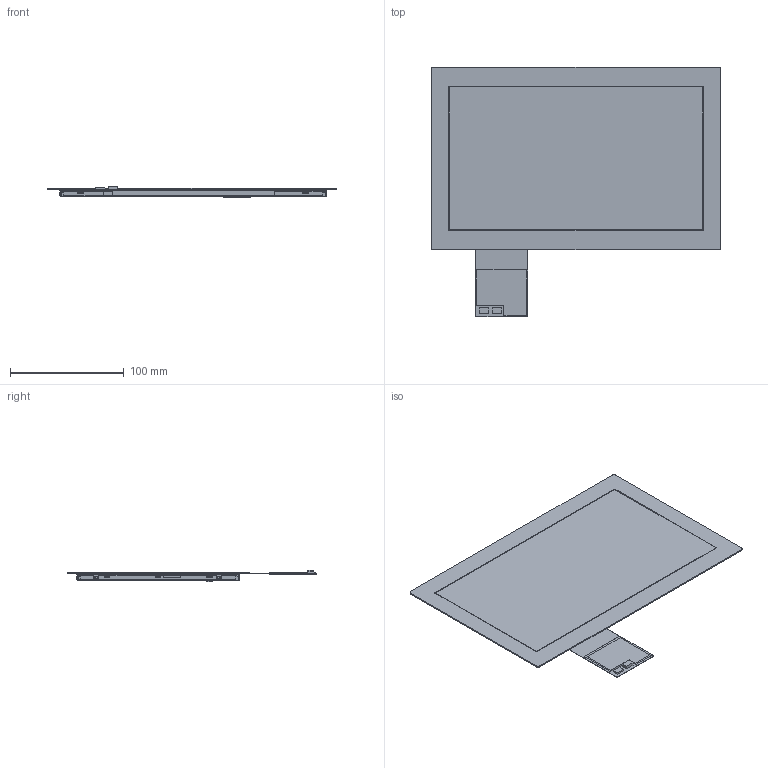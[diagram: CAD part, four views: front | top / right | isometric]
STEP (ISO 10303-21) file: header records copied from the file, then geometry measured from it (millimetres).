
FILE_DESCRIPTION(/* description */ (''),/* implementation_level */ '2;1');
FILE_NAME(/* name */ 'HP_TK-SPA101WS-111.stp',/* time_stamp */ '2025-09-19T11:39:52+09:00',/* author */ (''),/* organization */ (''),/* preprocessor_version */ 'ST-DEVELOPER v20',/* originating_system */ 'Autodesk Inventor 2024',/* authorisation */ '');
FILE_SCHEMA (('AUTOMOTIVE_DESIGN { 1 0 10303 214 3 1 1 }'));
Length unit declared in the file: millimetre
Products named in the file (1): HP_TK-SPA101WS-111
Bounding box: 255 x 220.1 x 10.24 mm (x, y, z)
Volume: 166198.3 mm3; surface area: 269601.7 mm2
Topology: 2 solids, 2 shells, 860 faces, 2381 edges, 1568 vertices
Faces by surface type: plane 727, cylinder 123, bspline 6, torus 2, sphere 2
Full cylindrical faces by diameter (mm): 0.8 x1, 1 x1, 1.3 x2, 2 x4, 2.6 x4
Entity records: 27514 total; most frequent: CARTESIAN_POINT 5178, ORIENTED_EDGE 4762, DIRECTION 4333, EDGE_CURVE 2381, LINE 2121, VECTOR 2121, VERTEX_POINT 1568, AXIS2_PLACEMENT_3D 1106
